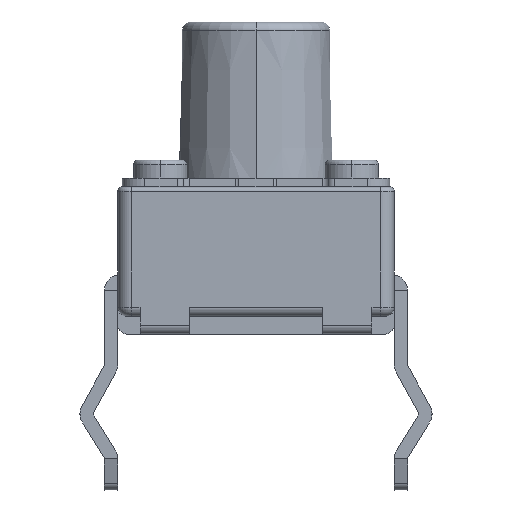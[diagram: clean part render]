
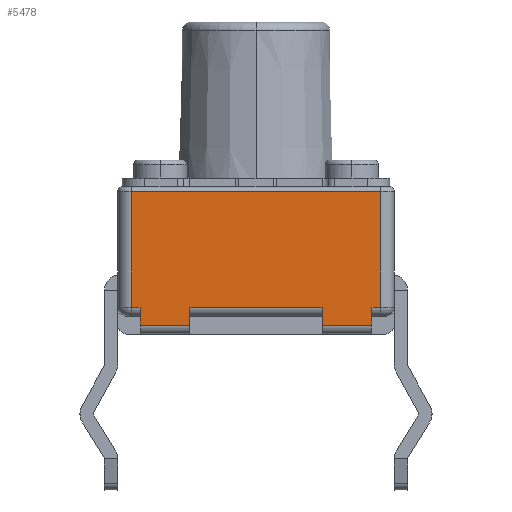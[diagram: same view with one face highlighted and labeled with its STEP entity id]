
A CAD part, front view. The second image highlights one B-rep face of the part: STEP entity #5478.
In plain terms, the highlighted face is planar.
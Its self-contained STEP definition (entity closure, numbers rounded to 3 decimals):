
#2684 = CARTESIAN_POINT ( 'NONE',  ( 2.8, 3.2, 3.1 ) ) ;
#3580 = CARTESIAN_POINT ( 'NONE',  ( -2.6, 0.2, 3.1 ) ) ;
#3581 = DIRECTION ( 'NONE',  ( 0., -1., 0. ) ) ;
#3582 = VECTOR ( 'NONE', #3581, 1000. ) ;
#3583 = CARTESIAN_POINT ( 'NONE',  ( -2.6, 0.4, 3.1 ) ) ;
#3584 = LINE ( 'NONE', #3583, #3582 ) ;
#3608 = CARTESIAN_POINT ( 'NONE',  ( -2.8, 0.6, 3.1 ) ) ;
#3615 = DIRECTION ( 'NONE',  ( 1., 0., 0. ) ) ;
#3616 = VECTOR ( 'NONE', #3615, 1000. ) ;
#3617 = CARTESIAN_POINT ( 'NONE',  ( 0., 0.6, 3.1 ) ) ;
#3618 = LINE ( 'NONE', #3617, #3616 ) ;
#3630 = CARTESIAN_POINT ( 'NONE',  ( -2.6, 0.6, 3.1 ) ) ;
#3905 = CARTESIAN_POINT ( 'NONE',  ( -2.8, 3.2, 3.1 ) ) ;
#3936 = CARTESIAN_POINT ( 'NONE',  ( -1.5, 0.2, 3.1 ) ) ;
#3937 = DIRECTION ( 'NONE',  ( 0., -1., 0. ) ) ;
#3938 = VECTOR ( 'NONE', #3937, 1000. ) ;
#3939 = CARTESIAN_POINT ( 'NONE',  ( -1.5, 0.4, 3.1 ) ) ;
#3940 = LINE ( 'NONE', #3939, #3938 ) ;
#3947 = CARTESIAN_POINT ( 'NONE',  ( -1.5, 0.6, 3.1 ) ) ;
#4068 = DIRECTION ( 'NONE',  ( 0., -1., 0. ) ) ;
#4069 = VECTOR ( 'NONE', #4068, 1000. ) ;
#4070 = CARTESIAN_POINT ( 'NONE',  ( -2.8, 3.3, 3.1 ) ) ;
#4071 = LINE ( 'NONE', #4070, #4069 ) ;
#4078 = DIRECTION ( 'NONE',  ( 1., 0., 0. ) ) ;
#4079 = VECTOR ( 'NONE', #4078, 1000. ) ;
#4080 = CARTESIAN_POINT ( 'NONE',  ( 0., 0.2, 3.1 ) ) ;
#4081 = LINE ( 'NONE', #4080, #4079 ) ;
#4149 = CARTESIAN_POINT ( 'NONE',  ( 2.8, 0.6, 3.1 ) ) ;
#4191 = DIRECTION ( 'NONE',  ( -1., 0., 0. ) ) ;
#4192 = VECTOR ( 'NONE', #4191, 1000. ) ;
#4193 = CARTESIAN_POINT ( 'NONE',  ( 0., 0.6, 3.1 ) ) ;
#4194 = LINE ( 'NONE', #4193, #4192 ) ;
#4205 = CARTESIAN_POINT ( 'NONE',  ( 2.6, 0.6, 3.1 ) ) ;
#4233 = CARTESIAN_POINT ( 'NONE',  ( 1.5, 0.6, 3.1 ) ) ;
#4336 = DIRECTION ( 'NONE',  ( -1., 0., 0. ) ) ;
#4337 = VECTOR ( 'NONE', #4336, 1000. ) ;
#4338 = CARTESIAN_POINT ( 'NONE',  ( 0., 0.6, 3.1 ) ) ;
#4339 = LINE ( 'NONE', #4338, #4337 ) ;
#4345 = CARTESIAN_POINT ( 'NONE',  ( 2.6, 0.2, 3.1 ) ) ;
#4346 = DIRECTION ( 'NONE',  ( 0., -1., 0. ) ) ;
#4347 = VECTOR ( 'NONE', #4346, 1000. ) ;
#4348 = CARTESIAN_POINT ( 'NONE',  ( 2.6, 0.4, 3.1 ) ) ;
#4349 = LINE ( 'NONE', #4348, #4347 ) ;
#4410 = CARTESIAN_POINT ( 'NONE',  ( 1.5, 0.2, 3.1 ) ) ;
#4566 = DIRECTION ( 'NONE',  ( 0., -1., 0. ) ) ;
#4567 = VECTOR ( 'NONE', #4566, 1000. ) ;
#4568 = CARTESIAN_POINT ( 'NONE',  ( 1.5, 0.4, 3.1 ) ) ;
#4569 = LINE ( 'NONE', #4568, #4567 ) ;
#5438 = EDGE_CURVE ( 'NONE', #7710, #7311, #9864, .T. ) ;
#5465 = ORIENTED_EDGE ( 'NONE', *, *, #7757, .T. ) ;
#5466 = ORIENTED_EDGE ( 'NONE', *, *, #7721, .F. ) ;
#5467 = ORIENTED_EDGE ( 'NONE', *, *, #7795, .F. ) ;
#5472 = EDGE_CURVE ( 'NONE', #7863, #7891, #9953, .T. ) ;
#5478 = ADVANCED_FACE ( 'NONE', ( #9940 ), #9979, .F. ) ;
#5479 = EDGE_LOOP ( 'NONE', ( #5480, #5481, #5482, #5540, #5541, #5542, #5543, #5544, #5546, #5465, #5466, #5467 ) ) ;
#5480 = ORIENTED_EDGE ( 'NONE', *, *, #7946, .T. ) ;
#5481 = ORIENTED_EDGE ( 'NONE', *, *, #5472, .F. ) ;
#5482 = ORIENTED_EDGE ( 'NONE', *, *, #7862, .F. ) ;
#5485 = EDGE_CURVE ( 'NONE', #7311, #7785, #9973, .T. ) ;
#5540 = ORIENTED_EDGE ( 'NONE', *, *, #7855, .F. ) ;
#5541 = ORIENTED_EDGE ( 'NONE', *, *, #5485, .F. ) ;
#5542 = ORIENTED_EDGE ( 'NONE', *, *, #5438, .F. ) ;
#5543 = ORIENTED_EDGE ( 'NONE', *, *, #7763, .T. ) ;
#5544 = ORIENTED_EDGE ( 'NONE', *, *, #7582, .T. ) ;
#5546 = ORIENTED_EDGE ( 'NONE', *, *, #7571, .T. ) ;
#7311 = VERTEX_POINT ( 'NONE', #2684 ) ;
#7571 = EDGE_CURVE ( 'NONE', #7597, #7572, #3584, .T. ) ;
#7572 = VERTEX_POINT ( 'NONE', #3580 ) ;
#7582 = EDGE_CURVE ( 'NONE', #7587, #7597, #3618, .T. ) ;
#7587 = VERTEX_POINT ( 'NONE', #3608 ) ;
#7597 = VERTEX_POINT ( 'NONE', #3630 ) ;
#7710 = VERTEX_POINT ( 'NONE', #3905 ) ;
#7721 = EDGE_CURVE ( 'NONE', #7734, #7722, #3940, .T. ) ;
#7722 = VERTEX_POINT ( 'NONE', #3936 ) ;
#7734 = VERTEX_POINT ( 'NONE', #3947 ) ;
#7757 = EDGE_CURVE ( 'NONE', #7572, #7722, #4081, .T. ) ;
#7763 = EDGE_CURVE ( 'NONE', #7710, #7587, #4071, .T. ) ;
#7785 = VERTEX_POINT ( 'NONE', #4149 ) ;
#7795 = EDGE_CURVE ( 'NONE', #7826, #7734, #4194, .T. ) ;
#7815 = VERTEX_POINT ( 'NONE', #4205 ) ;
#7826 = VERTEX_POINT ( 'NONE', #4233 ) ;
#7855 = EDGE_CURVE ( 'NONE', #7785, #7815, #4339, .T. ) ;
#7862 = EDGE_CURVE ( 'NONE', #7815, #7863, #4349, .T. ) ;
#7863 = VERTEX_POINT ( 'NONE', #4345 ) ;
#7891 = VERTEX_POINT ( 'NONE', #4410 ) ;
#7946 = EDGE_CURVE ( 'NONE', #7826, #7891, #4569, .T. ) ;
#9861 = DIRECTION ( 'NONE',  ( 1., 0., 0. ) ) ;
#9862 = VECTOR ( 'NONE', #9861, 1000. ) ;
#9863 = CARTESIAN_POINT ( 'NONE',  ( 0., 3.2, 3.1 ) ) ;
#9864 = LINE ( 'NONE', #9863, #9862 ) ;
#9940 = FACE_OUTER_BOUND ( 'NONE', #5479, .T. ) ;
#9946 = DIRECTION ( 'NONE',  ( -1., 0., 0. ) ) ;
#9947 = VECTOR ( 'NONE', #9946, 1000. ) ;
#9948 = CARTESIAN_POINT ( 'NONE',  ( 0., 0.2, 3.1 ) ) ;
#9953 = LINE ( 'NONE', #9948, #9947 ) ;
#9970 = DIRECTION ( 'NONE',  ( 0., -1., 0. ) ) ;
#9971 = VECTOR ( 'NONE', #9970, 1000. ) ;
#9972 = CARTESIAN_POINT ( 'NONE',  ( 2.8, 3.3, 3.1 ) ) ;
#9973 = LINE ( 'NONE', #9972, #9971 ) ;
#9975 = DIRECTION ( 'NONE',  ( 1., 0., 0. ) ) ;
#9976 = DIRECTION ( 'NONE',  ( 0., 0., -1. ) ) ;
#9977 = CARTESIAN_POINT ( 'NONE',  ( 0., 3.3, 3.1 ) ) ;
#9978 = AXIS2_PLACEMENT_3D ( 'NONE', #9977, #9976, #9975 ) ;
#9979 = PLANE ( 'NONE',  #9978 ) ;
